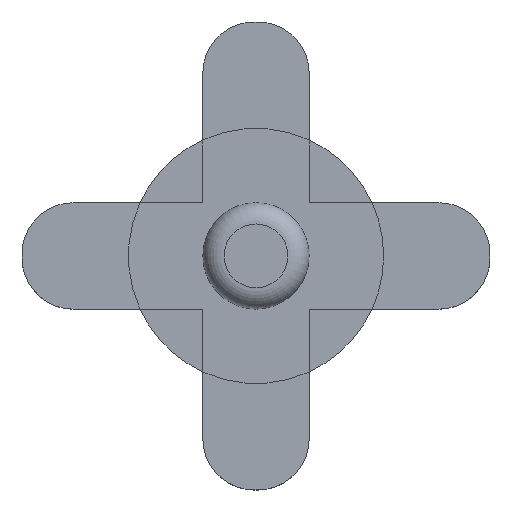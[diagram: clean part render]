
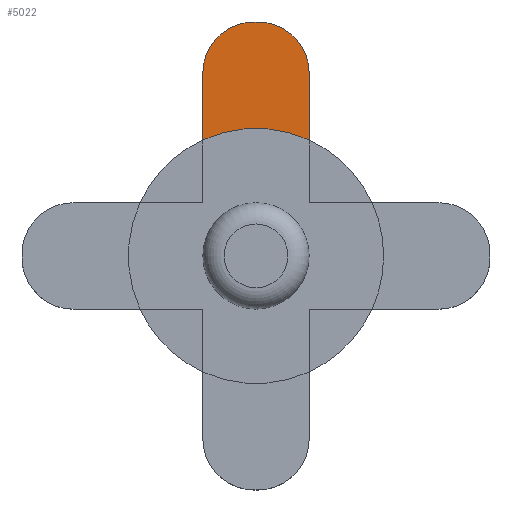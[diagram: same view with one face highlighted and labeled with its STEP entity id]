
A CAD part, top view. The second image highlights one B-rep face of the part: STEP entity #5022.
In plain terms, the highlighted planar face has unit normal (0, 0, 1).
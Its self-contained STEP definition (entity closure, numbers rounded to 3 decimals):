
#423 = PLANE('',#424);
#424 = AXIS2_PLACEMENT_3D('',#425,#426,#427);
#425 = CARTESIAN_POINT('',(8.5,7.954,4.));
#426 = DIRECTION('',(-1.,0.,0.));
#427 = DIRECTION('',(0.,1.,0.));
#1445 = CYLINDRICAL_SURFACE('',#1446,6.);
#1446 = AXIS2_PLACEMENT_3D('',#1447,#1448,#1449);
#1447 = CARTESIAN_POINT('',(11.,2.5,4.));
#1448 = DIRECTION('',(-0.,-0.,-1.));
#1449 = DIRECTION('',(1.,0.,0.));
#1775 = VERTEX_POINT('',#1776);
#1776 = CARTESIAN_POINT('',(8.5,7.954,4.2));
#1797 = EDGE_CURVE('',#1775,#1798,#1800,.T.);
#1798 = VERTEX_POINT('',#1799);
#1799 = CARTESIAN_POINT('',(8.5,11.1,4.2));
#1800 = SURFACE_CURVE('',#1801,(#1805,#1812),.PCURVE_S1.);
#1801 = LINE('',#1802,#1803);
#1802 = CARTESIAN_POINT('',(8.5,5.,4.2));
#1803 = VECTOR('',#1804,1.);
#1804 = DIRECTION('',(0.,1.,0.));
#1805 = PCURVE('',#423,#1806);
#1806 = DEFINITIONAL_REPRESENTATION('',(#1807),#1811);
#1807 = LINE('',#1808,#1809);
#1808 = CARTESIAN_POINT('',(-2.954,-0.2));
#1809 = VECTOR('',#1810,1.);
#1810 = DIRECTION('',(1.,0.));
#1811 = ( GEOMETRIC_REPRESENTATION_CONTEXT(2) 
PARAMETRIC_REPRESENTATION_CONTEXT() REPRESENTATION_CONTEXT('2D SPACE',''
  ) );
#1812 = PCURVE('',#1813,#1818);
#1813 = PLANE('',#1814);
#1814 = AXIS2_PLACEMENT_3D('',#1815,#1816,#1817);
#1815 = CARTESIAN_POINT('',(11.,2.5,4.2));
#1816 = DIRECTION('',(-0.,-0.,-1.));
#1817 = DIRECTION('',(-1.,0.,0.));
#1818 = DEFINITIONAL_REPRESENTATION('',(#1819),#1823);
#1819 = LINE('',#1820,#1821);
#1820 = CARTESIAN_POINT('',(2.5,2.5));
#1821 = VECTOR('',#1822,1.);
#1822 = DIRECTION('',(0.,1.));
#1823 = ( GEOMETRIC_REPRESENTATION_CONTEXT(2) 
PARAMETRIC_REPRESENTATION_CONTEXT() REPRESENTATION_CONTEXT('2D SPACE',''
  ) );
#1839 = CYLINDRICAL_SURFACE('',#1840,2.4);
#1840 = AXIS2_PLACEMENT_3D('',#1841,#1842,#1843);
#1841 = CARTESIAN_POINT('',(10.9,11.1,4.));
#1842 = DIRECTION('',(-0.,-0.,-1.));
#1843 = DIRECTION('',(0.,-1.,0.));
#4526 = VERTEX_POINT('',#4527);
#4527 = CARTESIAN_POINT('',(13.5,7.954,4.2));
#4541 = PLANE('',#4542);
#4542 = AXIS2_PLACEMENT_3D('',#4543,#4544,#4545);
#4543 = CARTESIAN_POINT('',(13.5,11.1,4.));
#4544 = DIRECTION('',(1.,0.,0.));
#4545 = DIRECTION('',(0.,-1.,0.));
#4553 = EDGE_CURVE('',#4526,#1775,#4554,.T.);
#4554 = SURFACE_CURVE('',#4555,(#4560,#4567),.PCURVE_S1.);
#4555 = CIRCLE('',#4556,6.);
#4556 = AXIS2_PLACEMENT_3D('',#4557,#4558,#4559);
#4557 = CARTESIAN_POINT('',(11.,2.5,4.2));
#4558 = DIRECTION('',(0.,0.,1.));
#4559 = DIRECTION('',(1.,0.,0.));
#4560 = PCURVE('',#1445,#4561);
#4561 = DEFINITIONAL_REPRESENTATION('',(#4562),#4566);
#4562 = LINE('',#4563,#4564);
#4563 = CARTESIAN_POINT('',(-0.,-0.2));
#4564 = VECTOR('',#4565,1.);
#4565 = DIRECTION('',(-1.,0.));
#4566 = ( GEOMETRIC_REPRESENTATION_CONTEXT(2) 
PARAMETRIC_REPRESENTATION_CONTEXT() REPRESENTATION_CONTEXT('2D SPACE',''
  ) );
#4567 = PCURVE('',#1813,#4568);
#4568 = DEFINITIONAL_REPRESENTATION('',(#4569),#4577);
#4569 = ( BOUNDED_CURVE() B_SPLINE_CURVE(2,(#4570,#4571,#4572,#4573,
#4574,#4575,#4576),.UNSPECIFIED.,.T.,.F.) B_SPLINE_CURVE_WITH_KNOTS((1,2
    ,2,2,2,1),(-2.094,0.,2.094,4.189,
6.283,8.378),.UNSPECIFIED.) CURVE() 
GEOMETRIC_REPRESENTATION_ITEM() RATIONAL_B_SPLINE_CURVE((1.,0.5,1.,0.5,
1.,0.5,1.)) REPRESENTATION_ITEM('') );
#4570 = CARTESIAN_POINT('',(-6.,0.));
#4571 = CARTESIAN_POINT('',(-6.,10.392));
#4572 = CARTESIAN_POINT('',(3.,5.196));
#4573 = CARTESIAN_POINT('',(12.,0.));
#4574 = CARTESIAN_POINT('',(3.,-5.196));
#4575 = CARTESIAN_POINT('',(-6.,-10.392));
#4576 = CARTESIAN_POINT('',(-6.,0.));
#4577 = ( GEOMETRIC_REPRESENTATION_CONTEXT(2) 
PARAMETRIC_REPRESENTATION_CONTEXT() REPRESENTATION_CONTEXT('2D SPACE',''
  ) );
#4972 = EDGE_CURVE('',#1798,#4973,#4975,.T.);
#4973 = VERTEX_POINT('',#4974);
#4974 = CARTESIAN_POINT('',(10.9,13.5,4.2));
#4975 = SURFACE_CURVE('',#4976,(#4981,#4988),.PCURVE_S1.);
#4976 = CIRCLE('',#4977,2.4);
#4977 = AXIS2_PLACEMENT_3D('',#4978,#4979,#4980);
#4978 = CARTESIAN_POINT('',(10.9,11.1,4.2));
#4979 = DIRECTION('',(-0.,-0.,-1.));
#4980 = DIRECTION('',(0.,-1.,0.));
#4981 = PCURVE('',#1839,#4982);
#4982 = DEFINITIONAL_REPRESENTATION('',(#4983),#4987);
#4983 = LINE('',#4984,#4985);
#4984 = CARTESIAN_POINT('',(0.,-0.2));
#4985 = VECTOR('',#4986,1.);
#4986 = DIRECTION('',(1.,0.));
#4987 = ( GEOMETRIC_REPRESENTATION_CONTEXT(2) 
PARAMETRIC_REPRESENTATION_CONTEXT() REPRESENTATION_CONTEXT('2D SPACE',''
  ) );
#4988 = PCURVE('',#1813,#4989);
#4989 = DEFINITIONAL_REPRESENTATION('',(#4990),#4994);
#4990 = CIRCLE('',#4991,2.4);
#4991 = AXIS2_PLACEMENT_2D('',#4992,#4993);
#4992 = CARTESIAN_POINT('',(0.1,8.6));
#4993 = DIRECTION('',(0.,-1.));
#4994 = ( GEOMETRIC_REPRESENTATION_CONTEXT(2) 
PARAMETRIC_REPRESENTATION_CONTEXT() REPRESENTATION_CONTEXT('2D SPACE',''
  ) );
#5010 = PLANE('',#5011);
#5011 = AXIS2_PLACEMENT_3D('',#5012,#5013,#5014);
#5012 = CARTESIAN_POINT('',(10.9,13.5,4.));
#5013 = DIRECTION('',(0.,1.,0.));
#5014 = DIRECTION('',(1.,0.,0.));
#5022 = ADVANCED_FACE('',(#5023),#1813,.F.);
#5023 = FACE_BOUND('',#5024,.F.);
#5024 = EDGE_LOOP('',(#5025,#5026,#5027,#5050,#5083,#5104));
#5025 = ORIENTED_EDGE('',*,*,#1797,.T.);
#5026 = ORIENTED_EDGE('',*,*,#4972,.T.);
#5027 = ORIENTED_EDGE('',*,*,#5028,.T.);
#5028 = EDGE_CURVE('',#4973,#5029,#5031,.T.);
#5029 = VERTEX_POINT('',#5030);
#5030 = CARTESIAN_POINT('',(11.1,13.5,4.2));
#5031 = SURFACE_CURVE('',#5032,(#5036,#5043),.PCURVE_S1.);
#5032 = LINE('',#5033,#5034);
#5033 = CARTESIAN_POINT('',(8.5,13.5,4.2));
#5034 = VECTOR('',#5035,1.);
#5035 = DIRECTION('',(1.,0.,0.));
#5036 = PCURVE('',#1813,#5037);
#5037 = DEFINITIONAL_REPRESENTATION('',(#5038),#5042);
#5038 = LINE('',#5039,#5040);
#5039 = CARTESIAN_POINT('',(2.5,11.));
#5040 = VECTOR('',#5041,1.);
#5041 = DIRECTION('',(-1.,0.));
#5042 = ( GEOMETRIC_REPRESENTATION_CONTEXT(2) 
PARAMETRIC_REPRESENTATION_CONTEXT() REPRESENTATION_CONTEXT('2D SPACE',''
  ) );
#5043 = PCURVE('',#5010,#5044);
#5044 = DEFINITIONAL_REPRESENTATION('',(#5045),#5049);
#5045 = LINE('',#5046,#5047);
#5046 = CARTESIAN_POINT('',(-2.4,-0.2));
#5047 = VECTOR('',#5048,1.);
#5048 = DIRECTION('',(1.,0.));
#5049 = ( GEOMETRIC_REPRESENTATION_CONTEXT(2) 
PARAMETRIC_REPRESENTATION_CONTEXT() REPRESENTATION_CONTEXT('2D SPACE',''
  ) );
#5050 = ORIENTED_EDGE('',*,*,#5051,.F.);
#5051 = EDGE_CURVE('',#5052,#5029,#5054,.T.);
#5052 = VERTEX_POINT('',#5053);
#5053 = CARTESIAN_POINT('',(13.5,11.1,4.2));
#5054 = SURFACE_CURVE('',#5055,(#5060,#5071),.PCURVE_S1.);
#5055 = CIRCLE('',#5056,2.4);
#5056 = AXIS2_PLACEMENT_3D('',#5057,#5058,#5059);
#5057 = CARTESIAN_POINT('',(11.1,11.1,4.2));
#5058 = DIRECTION('',(-0.,0.,1.));
#5059 = DIRECTION('',(0.,-1.,0.));
#5060 = PCURVE('',#1813,#5061);
#5061 = DEFINITIONAL_REPRESENTATION('',(#5062),#5070);
#5062 = ( BOUNDED_CURVE() B_SPLINE_CURVE(2,(#5063,#5064,#5065,#5066,
#5067,#5068,#5069),.UNSPECIFIED.,.T.,.F.) B_SPLINE_CURVE_WITH_KNOTS((1,2
    ,2,2,2,1),(-2.094,0.,2.094,4.189,
6.283,8.378),.UNSPECIFIED.) CURVE() 
GEOMETRIC_REPRESENTATION_ITEM() RATIONAL_B_SPLINE_CURVE((1.,0.5,1.,0.5,
1.,0.5,1.)) REPRESENTATION_ITEM('') );
#5063 = CARTESIAN_POINT('',(-0.1,6.2));
#5064 = CARTESIAN_POINT('',(-4.257,6.2));
#5065 = CARTESIAN_POINT('',(-2.178,9.8));
#5066 = CARTESIAN_POINT('',(-0.1,13.4));
#5067 = CARTESIAN_POINT('',(1.978,9.8));
#5068 = CARTESIAN_POINT('',(4.057,6.2));
#5069 = CARTESIAN_POINT('',(-0.1,6.2));
#5070 = ( GEOMETRIC_REPRESENTATION_CONTEXT(2) 
PARAMETRIC_REPRESENTATION_CONTEXT() REPRESENTATION_CONTEXT('2D SPACE',''
  ) );
#5071 = PCURVE('',#5072,#5077);
#5072 = CYLINDRICAL_SURFACE('',#5073,2.4);
#5073 = AXIS2_PLACEMENT_3D('',#5074,#5075,#5076);
#5074 = CARTESIAN_POINT('',(11.1,11.1,4.));
#5075 = DIRECTION('',(0.,0.,-1.));
#5076 = DIRECTION('',(0.,-1.,0.));
#5077 = DEFINITIONAL_REPRESENTATION('',(#5078),#5082);
#5078 = LINE('',#5079,#5080);
#5079 = CARTESIAN_POINT('',(-0.,-0.2));
#5080 = VECTOR('',#5081,1.);
#5081 = DIRECTION('',(-1.,0.));
#5082 = ( GEOMETRIC_REPRESENTATION_CONTEXT(2) 
PARAMETRIC_REPRESENTATION_CONTEXT() REPRESENTATION_CONTEXT('2D SPACE',''
  ) );
#5083 = ORIENTED_EDGE('',*,*,#5084,.T.);
#5084 = EDGE_CURVE('',#5052,#4526,#5085,.T.);
#5085 = SURFACE_CURVE('',#5086,(#5090,#5097),.PCURVE_S1.);
#5086 = LINE('',#5087,#5088);
#5087 = CARTESIAN_POINT('',(13.5,13.5,4.2));
#5088 = VECTOR('',#5089,1.);
#5089 = DIRECTION('',(0.,-1.,0.));
#5090 = PCURVE('',#1813,#5091);
#5091 = DEFINITIONAL_REPRESENTATION('',(#5092),#5096);
#5092 = LINE('',#5093,#5094);
#5093 = CARTESIAN_POINT('',(-2.5,11.));
#5094 = VECTOR('',#5095,1.);
#5095 = DIRECTION('',(0.,-1.));
#5096 = ( GEOMETRIC_REPRESENTATION_CONTEXT(2) 
PARAMETRIC_REPRESENTATION_CONTEXT() REPRESENTATION_CONTEXT('2D SPACE',''
  ) );
#5097 = PCURVE('',#4541,#5098);
#5098 = DEFINITIONAL_REPRESENTATION('',(#5099),#5103);
#5099 = LINE('',#5100,#5101);
#5100 = CARTESIAN_POINT('',(-2.4,-0.2));
#5101 = VECTOR('',#5102,1.);
#5102 = DIRECTION('',(1.,0.));
#5103 = ( GEOMETRIC_REPRESENTATION_CONTEXT(2) 
PARAMETRIC_REPRESENTATION_CONTEXT() REPRESENTATION_CONTEXT('2D SPACE',''
  ) );
#5104 = ORIENTED_EDGE('',*,*,#4553,.T.);
